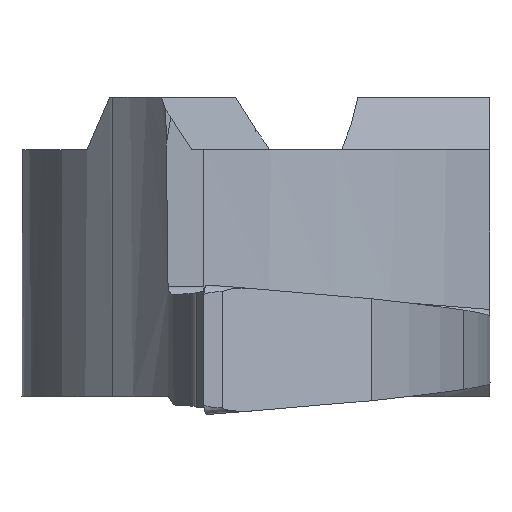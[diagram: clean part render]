
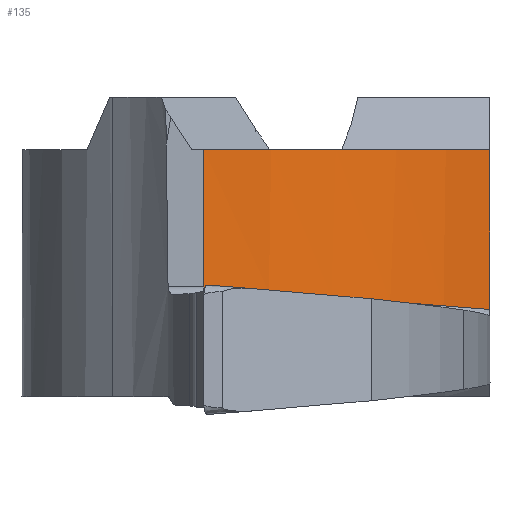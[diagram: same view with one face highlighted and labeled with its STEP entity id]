
A CAD part, left-side view. The second image highlights one B-rep face of the part: STEP entity #135.
In plain terms, the highlighted free-form (B-spline) face has degree [1, 3] with [2, 4] control points.
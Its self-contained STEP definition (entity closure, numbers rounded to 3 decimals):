
#71=(
BOUNDED_SURFACE()
B_SPLINE_SURFACE(1,3,((#1705,#1706,#1707,#1708),(#1709,#1710,#1711,#1712)),
 .UNSPECIFIED.,.F.,.F.,.F.)
B_SPLINE_SURFACE_WITH_KNOTS((2,2),(4,4),(0.,1.),(0.,1.),.UNSPECIFIED.)
GEOMETRIC_REPRESENTATION_ITEM()
RATIONAL_B_SPLINE_SURFACE(((1.,0.948,0.948,1.),
(1.,0.948,0.948,1.)))
REPRESENTATION_ITEM('')
SURFACE()
);
#90=B_SPLINE_CURVE_WITH_KNOTS('',3,(#1656,#1657,#1658,#1659),
 .UNSPECIFIED.,.F.,.F.,(4,4),(0.,1.),.UNSPECIFIED.);
#92=B_SPLINE_CURVE_WITH_KNOTS('',3,(#1691,#1692,#1693,#1694,#1695,#1696,
#1697,#1698,#1699,#1700,#1701,#1702,#1703,#1704),.UNSPECIFIED.,.F.,.F.,
(4,2,2,2,2,2,4),(0.,0.006,0.172,0.337,
0.503,0.669,1.),.UNSPECIFIED.);
#135=ADVANCED_FACE('',(#200),#71,.T.);
#200=FACE_OUTER_BOUND('',#255,.T.);
#255=EDGE_LOOP('',(#483,#484,#485,#486));
#318=LINE('',#1687,#371);
#371=VECTOR('',#1219,1.);
#483=ORIENTED_EDGE('',*,*,#859,.F.);
#484=ORIENTED_EDGE('',*,*,#867,.T.);
#485=ORIENTED_EDGE('',*,*,#868,.T.);
#486=ORIENTED_EDGE('',*,*,#869,.F.);
#754=VERTEX_POINT('',#1655);
#755=VERTEX_POINT('',#1660);
#759=VERTEX_POINT('',#1688);
#760=VERTEX_POINT('',#1690);
#859=EDGE_CURVE('',#754,#755,#90,.T.);
#867=EDGE_CURVE('',#754,#759,#318,.T.);
#868=EDGE_CURVE('',#759,#760,#966,.T.);
#869=EDGE_CURVE('',#755,#760,#92,.T.);
#966=CIRCLE('',#1078,8.001);
#1078=AXIS2_PLACEMENT_3D('',#1689,#1220,#1221);
#1219=DIRECTION('',(-0.017,0.,-1.));
#1220=DIRECTION('',(0.,-0.078,0.997));
#1221=DIRECTION('',(0.,-0.997,-0.078));
#1655=CARTESIAN_POINT('',(-4.651,1.,0.));
#1656=CARTESIAN_POINT('',(-4.651,1.,0.));
#1657=CARTESIAN_POINT('',(-4.555,-1.09,0.));
#1658=CARTESIAN_POINT('',(-3.628,-3.082,0.));
#1659=CARTESIAN_POINT('',(-2.09,-4.5,0.));
#1660=CARTESIAN_POINT('',(-2.09,-4.5,0.));
#1687=CARTESIAN_POINT('',(-4.625,1.,1.5));
#1688=CARTESIAN_POINT('',(-4.697,1.,-2.643));
#1689=CARTESIAN_POINT('',(3.284,1.56,-2.599));
#1690=CARTESIAN_POINT('',(-1.919,-4.5,-3.076));
#1691=CARTESIAN_POINT('',(-2.09,-4.5,0.));
#1692=CARTESIAN_POINT('',(-2.089,-4.5,-0.006));
#1693=CARTESIAN_POINT('',(-2.089,-4.5,-0.013));
#1694=CARTESIAN_POINT('',(-2.079,-4.5,-0.189));
#1695=CARTESIAN_POINT('',(-2.07,-4.5,-0.359));
#1696=CARTESIAN_POINT('',(-2.051,-4.5,-0.698));
#1697=CARTESIAN_POINT('',(-2.042,-4.5,-0.868));
#1698=CARTESIAN_POINT('',(-2.023,-4.5,-1.208));
#1699=CARTESIAN_POINT('',(-2.014,-4.5,-1.378));
#1700=CARTESIAN_POINT('',(-1.995,-4.5,-1.717));
#1701=CARTESIAN_POINT('',(-1.986,-4.5,-1.887));
#1702=CARTESIAN_POINT('',(-1.957,-4.5,-2.396));
#1703=CARTESIAN_POINT('',(-1.938,-4.5,-2.736));
#1704=CARTESIAN_POINT('',(-1.919,-4.5,-3.076));
#1705=CARTESIAN_POINT('',(-4.643,1.,0.451));
#1706=CARTESIAN_POINT('',(-4.556,-1.158,0.281));
#1707=CARTESIAN_POINT('',(-3.636,-3.113,0.128));
#1708=CARTESIAN_POINT('',(-2.026,-4.559,0.014));
#1709=CARTESIAN_POINT('',(-4.697,1.,-2.643));
#1710=CARTESIAN_POINT('',(-4.544,-1.173,-2.814));
#1711=CARTESIAN_POINT('',(-3.557,-3.116,-2.967));
#1712=CARTESIAN_POINT('',(-1.89,-4.525,-3.078));
